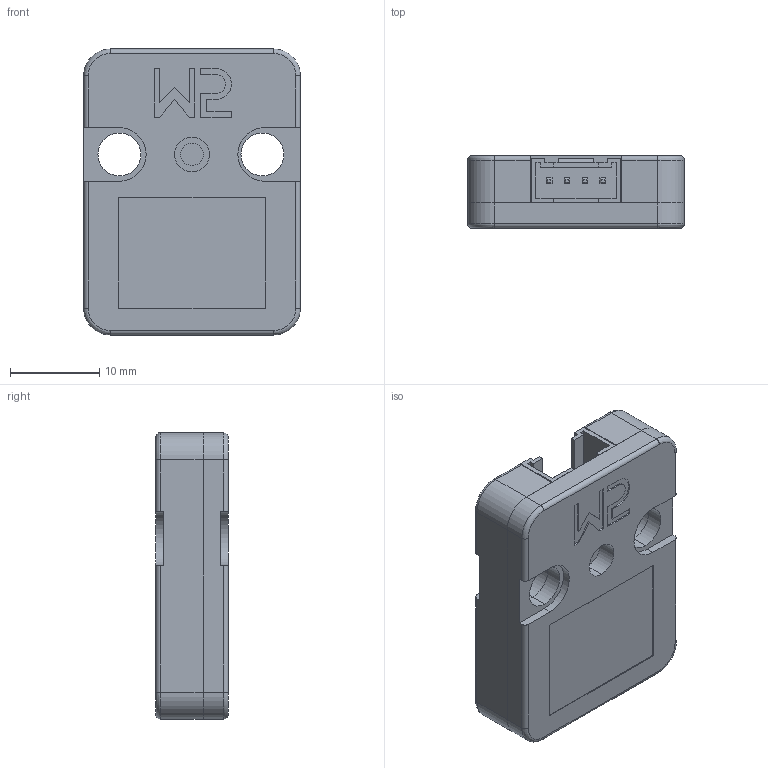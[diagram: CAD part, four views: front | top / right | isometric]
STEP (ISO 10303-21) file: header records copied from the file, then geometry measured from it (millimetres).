
FILE_DESCRIPTION( (''), '2;1');
FILE_NAME ('M5STACK_LIGHT_UNIT.stp','2021-03-11T13:03:08',(''),(''),'spGate 15.6.6','','');
FILE_SCHEMA (('AUTOMOTIVE_DESIGN'));
Length unit declared in the file: millimetre
Products named in the file (10): Assembly; M5STACK_LIGHT_UNIT-prt0; M5STACK_LIGHT_UNIT-prt1; M5STACK_LIGHT_UNIT-prt2; M5STACK_LIGHT_UNIT-prt3; M5STACK_LIGHT_UNIT-prt4; M5STACK_LIGHT_UNIT-prt5; M5STACK_LIGHT_UNIT-prt6; M5STACK_LIGHT_UNIT-prt7; M5STACK_LIGHT_UNIT-prt8
Assembly tree (9 placements, depth 2):
  Assembly
    M5STACK_LIGHT_UNIT-prt0
    M5STACK_LIGHT_UNIT-prt1
    M5STACK_LIGHT_UNIT-prt2
    M5STACK_LIGHT_UNIT-prt3
    M5STACK_LIGHT_UNIT-prt4
    M5STACK_LIGHT_UNIT-prt5
    M5STACK_LIGHT_UNIT-prt6
    M5STACK_LIGHT_UNIT-prt7
    M5STACK_LIGHT_UNIT-prt8
Bounding box: 24.25 x 8.1 x 32 mm (x, y, z)
Volume: 5532.9 mm3; surface area: 5133.4 mm2
Topology: 9 solids, 9 shells, 696 faces, 1899 edges, 1245 vertices
Faces by surface type: plane 538, cylinder 129, bspline 27, sphere 2
Entity records: 37674 total; most frequent: CARTESIAN_POINT 4791, ORIENTED_EDGE 3794, DIRECTION 3478, COLOUR_RGB 2602, PRESENTATION_STYLE_ASSIGNMENT 2602, STYLED_ITEM 2602, EDGE_CURVE 1897, DRAUGHTING_PRE_DEFINED_CURVE_FONT 1897
